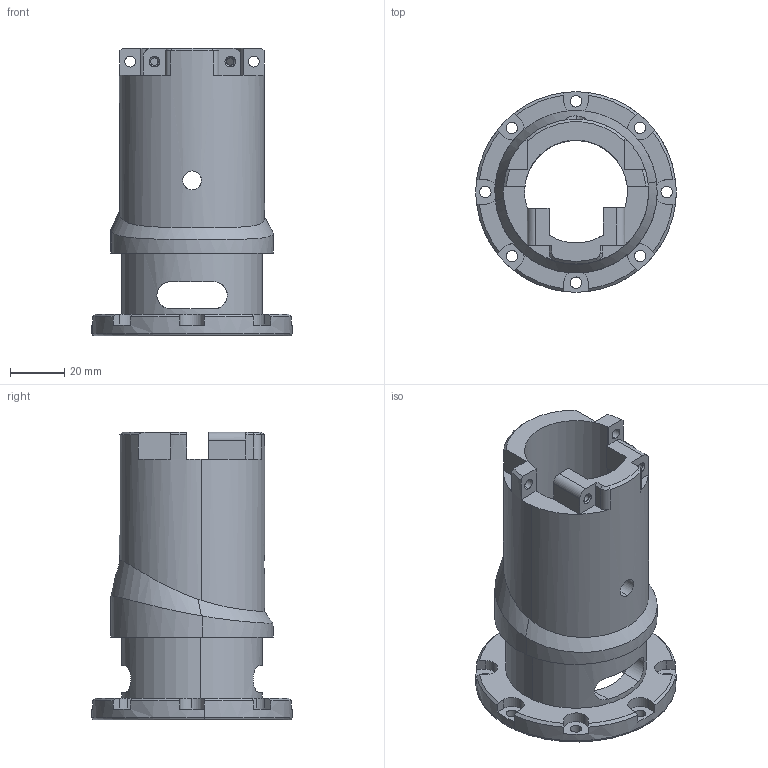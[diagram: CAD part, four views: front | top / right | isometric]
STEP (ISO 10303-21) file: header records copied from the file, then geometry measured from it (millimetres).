
FILE_DESCRIPTION (( 'STEP AP203' ), '1' );
FILE_NAME ('6DUUG9_芛窒盓殤.step', '2025-03-07T06:38:37', ( '' ), ( '' ), 'SwSTEP 2.0', 'SolidWorks 2022', '' );
FILE_SCHEMA (( 'CONFIG_CONTROL_DESIGN' ));
Length unit declared in the file: millimetre
Products named in the file (1): 6DUUG9_芛窒盓殤
Bounding box: 73.94 x 73.94 x 106.32 mm (x, y, z)
Volume: 129541.3 mm3; surface area: 39547 mm2
Topology: 1 solids, 1 shells, 140 faces, 394 edges, 256 vertices
Faces by surface type: plane 60, cylinder 58, cone 14, bspline 6, torus 2
Entity records: 6492 total; most frequent: CARTESIAN_POINT 2743, ORIENTED_EDGE 788, DIRECTION 747, EDGE_CURVE 394, AXIS2_PLACEMENT_3D 284, VERTEX_POINT 256, LINE 179, VECTOR 179
